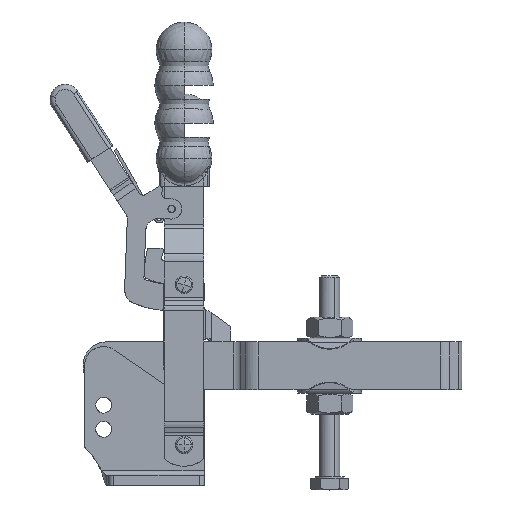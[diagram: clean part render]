
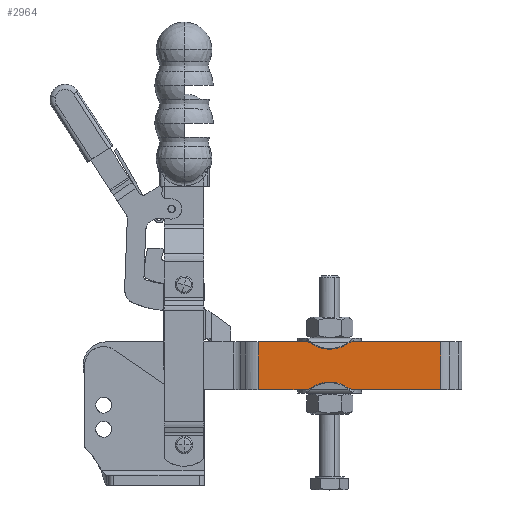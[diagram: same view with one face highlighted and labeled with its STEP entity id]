
A CAD part, top view. The second image highlights one B-rep face of the part: STEP entity #2964.
In plain terms, the highlighted planar face has unit normal (0, 0, 1).
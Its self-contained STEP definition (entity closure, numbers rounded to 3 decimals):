
#2905=AXIS2_PLACEMENT_3D('Plane Axis2P3D',#2902,#2903,#2904) ;
#1352=CARTESIAN_POINT('Line Origine',(52.722,46.889,5.332)) ;
#1356=CARTESIAN_POINT('Vertex',(62.248,46.89,5.332)) ;
#1358=CARTESIAN_POINT('Vertex',(43.196,46.889,5.332)) ;
#2902=CARTESIAN_POINT('Axis2P3D Location',(125.826,56.392,5.332)) ;
#2907=CARTESIAN_POINT('Line Origine',(43.196,56.389,5.332)) ;
#2911=CARTESIAN_POINT('Vertex',(43.195,65.889,5.332)) ;
#2914=CARTESIAN_POINT('Line Origine',(71.616,46.89,5.332)) ;
#2918=CARTESIAN_POINT('Vertex',(80.985,46.89,5.332)) ;
#2921=CARTESIAN_POINT('Line Origine',(98.364,46.891,5.332)) ;
#2925=CARTESIAN_POINT('Vertex',(115.743,46.892,5.332)) ;
#2928=CARTESIAN_POINT('Line Origine',(115.742,56.392,5.332)) ;
#2932=CARTESIAN_POINT('Vertex',(115.742,65.892,5.332)) ;
#2935=CARTESIAN_POINT('Line Origine',(98.363,65.891,5.332)) ;
#2939=CARTESIAN_POINT('Vertex',(80.984,65.89,5.332)) ;
#2942=CARTESIAN_POINT('Line Origine',(71.616,65.89,5.332)) ;
#2946=CARTESIAN_POINT('Vertex',(62.247,65.89,5.332)) ;
#2949=CARTESIAN_POINT('Line Origine',(52.721,65.889,5.332)) ;
#1353=DIRECTION('Vector Direction',(-1.,0.,0.)) ;
#2903=DIRECTION('Axis2P3D Direction',(0.,0.,1.)) ;
#2904=DIRECTION('Axis2P3D XDirection',(0.,-1.,0.)) ;
#2908=DIRECTION('Vector Direction',(0.,-1.,0.)) ;
#2915=DIRECTION('Vector Direction',(-1.,0.,0.)) ;
#2922=DIRECTION('Vector Direction',(-1.,0.,0.)) ;
#2929=DIRECTION('Vector Direction',(0.,1.,0.)) ;
#2936=DIRECTION('Vector Direction',(1.,0.,0.)) ;
#2943=DIRECTION('Vector Direction',(1.,0.,0.)) ;
#2950=DIRECTION('Vector Direction',(1.,0.,0.)) ;
#1354=VECTOR('Line Direction',#1353,1.) ;
#2909=VECTOR('Line Direction',#2908,1.) ;
#2916=VECTOR('Line Direction',#2915,1.) ;
#2923=VECTOR('Line Direction',#2922,1.) ;
#2930=VECTOR('Line Direction',#2929,1.) ;
#2937=VECTOR('Line Direction',#2936,1.) ;
#2944=VECTOR('Line Direction',#2943,1.) ;
#2951=VECTOR('Line Direction',#2950,1.) ;
#2955=ORIENTED_EDGE('',*,*,#2913,.T.) ;
#2956=ORIENTED_EDGE('',*,*,#1360,.F.) ;
#2957=ORIENTED_EDGE('',*,*,#2920,.T.) ;
#2958=ORIENTED_EDGE('',*,*,#2927,.F.) ;
#2959=ORIENTED_EDGE('',*,*,#2934,.T.) ;
#2960=ORIENTED_EDGE('',*,*,#2941,.F.) ;
#2961=ORIENTED_EDGE('',*,*,#2948,.T.) ;
#2962=ORIENTED_EDGE('',*,*,#2953,.F.) ;
#2964=ADVANCED_FACE('VERTIKALSPANNER_TS_V_290_UB_SL_357861',(#2963),#2906,.T.) ;
#1360=EDGE_CURVE('',#1357,#1359,#1355,.T.) ;
#2913=EDGE_CURVE('',#2912,#1359,#2910,.T.) ;
#2920=EDGE_CURVE('',#1357,#2919,#2917,.F.) ;
#2927=EDGE_CURVE('',#2926,#2919,#2924,.T.) ;
#2934=EDGE_CURVE('',#2926,#2933,#2931,.T.) ;
#2941=EDGE_CURVE('',#2940,#2933,#2938,.T.) ;
#2948=EDGE_CURVE('',#2940,#2947,#2945,.F.) ;
#2953=EDGE_CURVE('',#2912,#2947,#2952,.T.) ;
#2954=EDGE_LOOP('',(#2955,#2956,#2957,#2958,#2959,#2960,#2961,#2962)) ;
#2963=FACE_OUTER_BOUND('',#2954,.T.) ;
#1355=LINE('Line',#1352,#1354) ;
#2910=LINE('Line',#2907,#2909) ;
#2917=LINE('Line',#2914,#2916) ;
#2924=LINE('Line',#2921,#2923) ;
#2931=LINE('Line',#2928,#2930) ;
#2938=LINE('Line',#2935,#2937) ;
#2945=LINE('Line',#2942,#2944) ;
#2952=LINE('Line',#2949,#2951) ;
#2906=PLANE('Plane',#2905) ;
#1357=VERTEX_POINT('',#1356) ;
#1359=VERTEX_POINT('',#1358) ;
#2912=VERTEX_POINT('',#2911) ;
#2919=VERTEX_POINT('',#2918) ;
#2926=VERTEX_POINT('',#2925) ;
#2933=VERTEX_POINT('',#2932) ;
#2940=VERTEX_POINT('',#2939) ;
#2947=VERTEX_POINT('',#2946) ;
